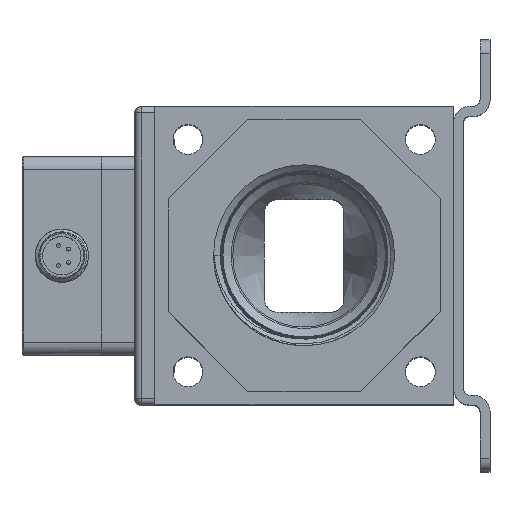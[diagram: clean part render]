
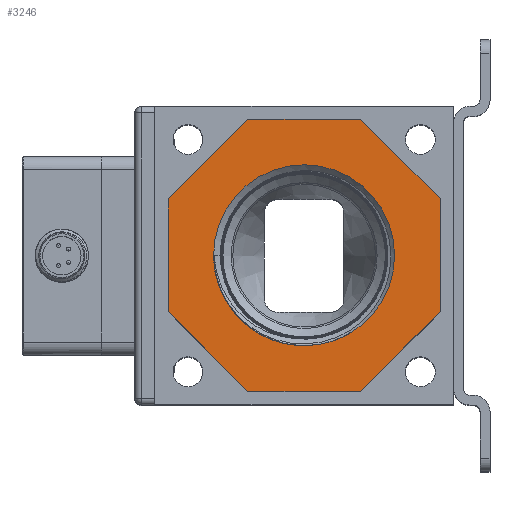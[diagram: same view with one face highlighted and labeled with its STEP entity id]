
A CAD part, top view. The second image highlights one B-rep face of the part: STEP entity #3246.
In plain terms, the highlighted planar face has unit normal (0, 0, 1).
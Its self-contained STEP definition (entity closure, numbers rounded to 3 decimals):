
#1601=FACE_BOUND('',#6491,.T.);
#1602=FACE_BOUND('',#6492,.T.);
#2080=CIRCLE('',#23400,13.634);
#3246=ADVANCED_FACE('',(#1601,#1602),#4079,.T.);
#4079=PLANE('',#23401);
#6491=EDGE_LOOP('',(#12531));
#6492=EDGE_LOOP('',(#12532,#12533,#12534,#12535,#12536,#12537,#12538,#12539));
#12531=ORIENTED_EDGE('',*,*,#17753,.T.);
#12532=ORIENTED_EDGE('',*,*,#17754,.F.);
#12533=ORIENTED_EDGE('',*,*,#17755,.T.);
#12534=ORIENTED_EDGE('',*,*,#17756,.F.);
#12535=ORIENTED_EDGE('',*,*,#17751,.T.);
#12536=ORIENTED_EDGE('',*,*,#17757,.F.);
#12537=ORIENTED_EDGE('',*,*,#17758,.T.);
#12538=ORIENTED_EDGE('',*,*,#17759,.F.);
#12539=ORIENTED_EDGE('',*,*,#17747,.T.);
#14707=VERTEX_POINT('',#43340);
#14708=VERTEX_POINT('',#43342);
#14711=VERTEX_POINT('',#43349);
#14712=VERTEX_POINT('',#43351);
#14713=VERTEX_POINT('',#43355);
#14714=VERTEX_POINT('',#43357);
#14715=VERTEX_POINT('',#43359);
#14716=VERTEX_POINT('',#43362);
#14717=VERTEX_POINT('',#43364);
#17747=EDGE_CURVE('',#14708,#14707,#19764,.T.);
#17751=EDGE_CURVE('',#14712,#14711,#19768,.T.);
#17753=EDGE_CURVE('',#14713,#14713,#2080,.T.);
#17754=EDGE_CURVE('',#14714,#14707,#19770,.T.);
#17755=EDGE_CURVE('',#14714,#14715,#19771,.T.);
#17756=EDGE_CURVE('',#14712,#14715,#19772,.T.);
#17757=EDGE_CURVE('',#14716,#14711,#19773,.T.);
#17758=EDGE_CURVE('',#14716,#14717,#19774,.T.);
#17759=EDGE_CURVE('',#14708,#14717,#19775,.T.);
#19764=LINE('',#43341,#21846);
#19768=LINE('',#43350,#21850);
#19770=LINE('',#43356,#21852);
#19771=LINE('',#43358,#21853);
#19772=LINE('',#43360,#21854);
#19773=LINE('',#43361,#21855);
#19774=LINE('',#43363,#21856);
#19775=LINE('',#43365,#21857);
#21846=VECTOR('',#28510,1.);
#21850=VECTOR('',#28516,1.);
#21852=VECTOR('',#28522,1.);
#21853=VECTOR('',#28523,1.);
#21854=VECTOR('',#28524,1.);
#21855=VECTOR('',#28525,1.);
#21856=VECTOR('',#28526,1.);
#21857=VECTOR('',#28527,1.);
#23400=AXIS2_PLACEMENT_3D('',#43354,#28520,#28521);
#23401=AXIS2_PLACEMENT_3D('',#43366,#28528,#28529);
#28510=DIRECTION('',(0.,-1.,0.));
#28516=DIRECTION('',(0.,1.,0.));
#28520=DIRECTION('',(0.,0.,-1.));
#28521=DIRECTION('',(-1.,0.,0.));
#28522=DIRECTION('',(-0.707,0.707,0.));
#28523=DIRECTION('',(1.,0.,0.));
#28524=DIRECTION('',(-0.707,-0.707,0.));
#28525=DIRECTION('',(0.707,-0.707,0.));
#28526=DIRECTION('',(-1.,0.,0.));
#28527=DIRECTION('',(0.707,0.707,0.));
#28528=DIRECTION('',(0.,0.,1.));
#28529=DIRECTION('',(-1.,0.,0.));
#43340=CARTESIAN_POINT('',(1.5,13.509,22.));
#43341=CARTESIAN_POINT('',(1.5,-0.5,22.));
#43342=CARTESIAN_POINT('',(1.5,30.491,22.));
#43349=CARTESIAN_POINT('',(42.5,30.491,22.));
#43350=CARTESIAN_POINT('',(42.5,44.5,22.));
#43351=CARTESIAN_POINT('',(42.5,13.509,22.));
#43354=CARTESIAN_POINT('',(22.,22.,22.));
#43355=CARTESIAN_POINT('',(8.366,22.,22.));
#43356=CARTESIAN_POINT('',(1.5,13.509,22.));
#43357=CARTESIAN_POINT('',(13.509,1.5,22.));
#43358=CARTESIAN_POINT('',(44.5,1.5,22.));
#43359=CARTESIAN_POINT('',(30.491,1.5,22.));
#43360=CARTESIAN_POINT('',(30.491,1.5,22.));
#43361=CARTESIAN_POINT('',(42.5,30.491,22.));
#43362=CARTESIAN_POINT('',(30.491,42.5,22.));
#43363=CARTESIAN_POINT('',(-0.5,42.5,22.));
#43364=CARTESIAN_POINT('',(13.509,42.5,22.));
#43365=CARTESIAN_POINT('',(13.509,42.5,22.));
#43366=CARTESIAN_POINT('',(38.,6.,22.));
